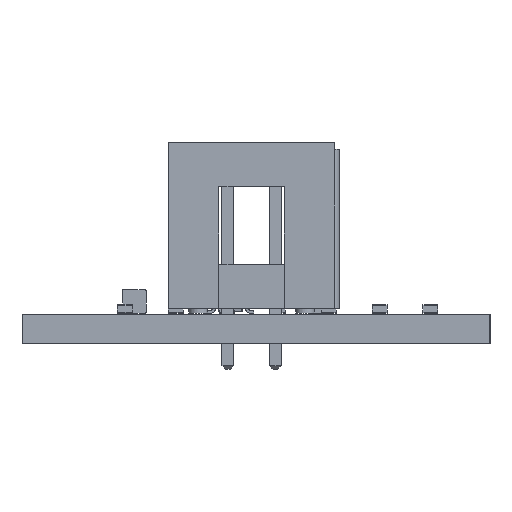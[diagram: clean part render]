
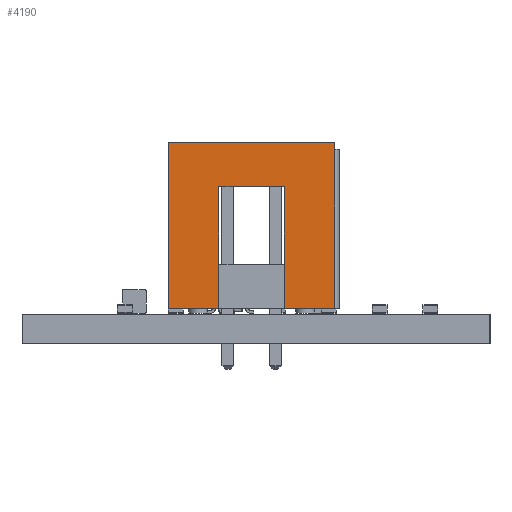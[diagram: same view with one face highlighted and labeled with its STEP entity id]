
A CAD part, left-side view. The second image highlights one B-rep face of the part: STEP entity #4190.
In plain terms, the highlighted face is planar.
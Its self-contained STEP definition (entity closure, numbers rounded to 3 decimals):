
#3894 = VERTEX_POINT('',#3895);
#3895 = CARTESIAN_POINT('',(-3.155,-15.26,0.25));
#3901 = EDGE_CURVE('',#3894,#3902,#3904,.T.);
#3902 = VERTEX_POINT('',#3903);
#3903 = CARTESIAN_POINT('',(-3.155,-15.26,9.1));
#3904 = LINE('',#3905,#3906);
#3905 = CARTESIAN_POINT('',(-3.155,-15.26,2.6));
#3906 = VECTOR('',#3907,1.);
#3907 = DIRECTION('',(0.,0.,1.));
#4019 = EDGE_CURVE('',#3902,#4020,#4022,.T.);
#4020 = VERTEX_POINT('',#4021);
#4021 = CARTESIAN_POINT('',(5.695,-15.26,9.1));
#4022 = LINE('',#4023,#4024);
#4023 = CARTESIAN_POINT('',(-3.155,-15.26,9.1));
#4024 = VECTOR('',#4025,1.);
#4025 = DIRECTION('',(1.,0.,0.));
#4190 = ADVANCED_FACE('',(#4191),#4241,.T.);
#4191 = FACE_BOUND('',#4192,.T.);
#4192 = EDGE_LOOP('',(#4193,#4194,#4202,#4210,#4218,#4226,#4234,#4240));
#4193 = ORIENTED_EDGE('',*,*,#3901,.F.);
#4194 = ORIENTED_EDGE('',*,*,#4195,.T.);
#4195 = EDGE_CURVE('',#3894,#4196,#4198,.T.);
#4196 = VERTEX_POINT('',#4197);
#4197 = CARTESIAN_POINT('',(-0.48,-15.26,0.25));
#4198 = LINE('',#4199,#4200);
#4199 = CARTESIAN_POINT('',(-3.155,-15.26,0.25));
#4200 = VECTOR('',#4201,1.);
#4201 = DIRECTION('',(1.,0.,0.));
#4202 = ORIENTED_EDGE('',*,*,#4203,.T.);
#4203 = EDGE_CURVE('',#4196,#4204,#4206,.T.);
#4204 = VERTEX_POINT('',#4205);
#4205 = CARTESIAN_POINT('',(-0.48,-15.26,6.75));
#4206 = LINE('',#4207,#4208);
#4207 = CARTESIAN_POINT('',(-0.48,-15.26,2.463));
#4208 = VECTOR('',#4209,1.);
#4209 = DIRECTION('',(0.,0.,1.));
#4210 = ORIENTED_EDGE('',*,*,#4211,.F.);
#4211 = EDGE_CURVE('',#4212,#4204,#4214,.T.);
#4212 = VERTEX_POINT('',#4213);
#4213 = CARTESIAN_POINT('',(3.02,-15.26,6.75));
#4214 = LINE('',#4215,#4216);
#4215 = CARTESIAN_POINT('',(1.27,-15.26,6.75));
#4216 = VECTOR('',#4217,1.);
#4217 = DIRECTION('',(-1.,0.,0.));
#4218 = ORIENTED_EDGE('',*,*,#4219,.T.);
#4219 = EDGE_CURVE('',#4212,#4220,#4222,.T.);
#4220 = VERTEX_POINT('',#4221);
#4221 = CARTESIAN_POINT('',(3.02,-15.26,0.25));
#4222 = LINE('',#4223,#4224);
#4223 = CARTESIAN_POINT('',(3.02,-15.26,2.463));
#4224 = VECTOR('',#4225,1.);
#4225 = DIRECTION('',(0.,0.,-1.));
#4226 = ORIENTED_EDGE('',*,*,#4227,.T.);
#4227 = EDGE_CURVE('',#4220,#4228,#4230,.T.);
#4228 = VERTEX_POINT('',#4229);
#4229 = CARTESIAN_POINT('',(5.695,-15.26,0.25));
#4230 = LINE('',#4231,#4232);
#4231 = CARTESIAN_POINT('',(-3.155,-15.26,0.25));
#4232 = VECTOR('',#4233,1.);
#4233 = DIRECTION('',(1.,0.,0.));
#4234 = ORIENTED_EDGE('',*,*,#4235,.T.);
#4235 = EDGE_CURVE('',#4228,#4020,#4236,.T.);
#4236 = LINE('',#4237,#4238);
#4237 = CARTESIAN_POINT('',(5.695,-15.26,0.25));
#4238 = VECTOR('',#4239,1.);
#4239 = DIRECTION('',(0.,0.,1.));
#4240 = ORIENTED_EDGE('',*,*,#4019,.F.);
#4241 = PLANE('',#4242);
#4242 = AXIS2_PLACEMENT_3D('',#4243,#4244,#4245);
#4243 = CARTESIAN_POINT('',(1.27,-15.26,4.675));
#4244 = DIRECTION('',(-0.,-1.,0.));
#4245 = DIRECTION('',(0.,0.,-1.));
